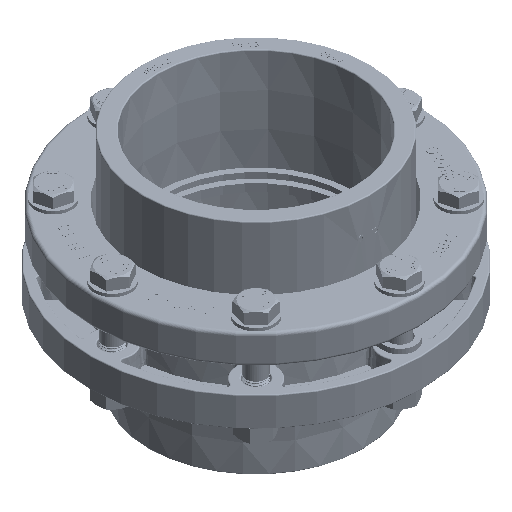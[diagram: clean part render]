
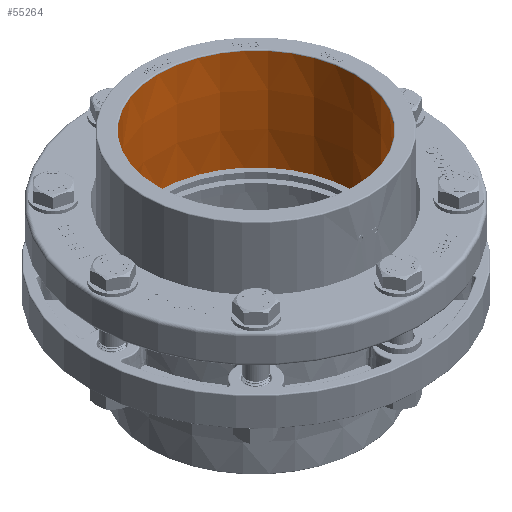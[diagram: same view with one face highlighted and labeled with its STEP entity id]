
A CAD part, isometric view. The second image highlights one B-rep face of the part: STEP entity #55264.
In plain terms, the highlighted conical face has half-angle 0.385 degrees and reference radius 99.85 mm.
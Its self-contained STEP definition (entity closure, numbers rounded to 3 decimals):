
#2186=CONICAL_SURFACE('',#59088,99.85,0.007);
#6297=LINE('',#155633,#10416);
#10416=VECTOR('',#69667,99.85);
#15170=FACE_OUTER_BOUND('',#18594,.T.);
#18594=EDGE_LOOP('',(#51279,#51280,#51281,#51282));
#19822=CIRCLE('',#59087,99.85);
#19823=CIRCLE('',#59089,100.543);
#27519=VERTEX_POINT('',#155629);
#27520=VERTEX_POINT('',#155632);
#35500=EDGE_CURVE('',#27519,#27519,#19822,.T.);
#35501=EDGE_CURVE('',#27519,#27520,#6297,.T.);
#35502=EDGE_CURVE('',#27520,#27520,#19823,.T.);
#51279=ORIENTED_EDGE('',*,*,#35500,.T.);
#51280=ORIENTED_EDGE('',*,*,#35501,.T.);
#51281=ORIENTED_EDGE('',*,*,#35502,.T.);
#51282=ORIENTED_EDGE('',*,*,#35501,.F.);
#55264=ADVANCED_FACE('',(#15170),#2186,.F.);
#59087=AXIS2_PLACEMENT_3D('',#155630,#69663,#69664);
#59088=AXIS2_PLACEMENT_3D('',#155631,#69665,#69666);
#59089=AXIS2_PLACEMENT_3D('',#155634,#69668,#69669);
#69663=DIRECTION('center_axis',(0.,0.,-1.));
#69664=DIRECTION('ref_axis',(1.,0.,0.));
#69665=DIRECTION('center_axis',(0.,0.,1.));
#69666=DIRECTION('ref_axis',(1.,0.,0.));
#69667=DIRECTION('',(-0.007,0.,1.));
#69668=DIRECTION('center_axis',(0.,0.,1.));
#69669=DIRECTION('ref_axis',(-1.,0.,0.));
#155629=CARTESIAN_POINT('',(-99.85,0.,4.8));
#155630=CARTESIAN_POINT('Origin',(0.,0.,4.8));
#155631=CARTESIAN_POINT('Origin',(0.,0.,4.8));
#155632=CARTESIAN_POINT('',(-100.543,0.,108.107));
#155633=CARTESIAN_POINT('',(-99.85,0.,4.8));
#155634=CARTESIAN_POINT('Origin',(0.,0.,108.107));
